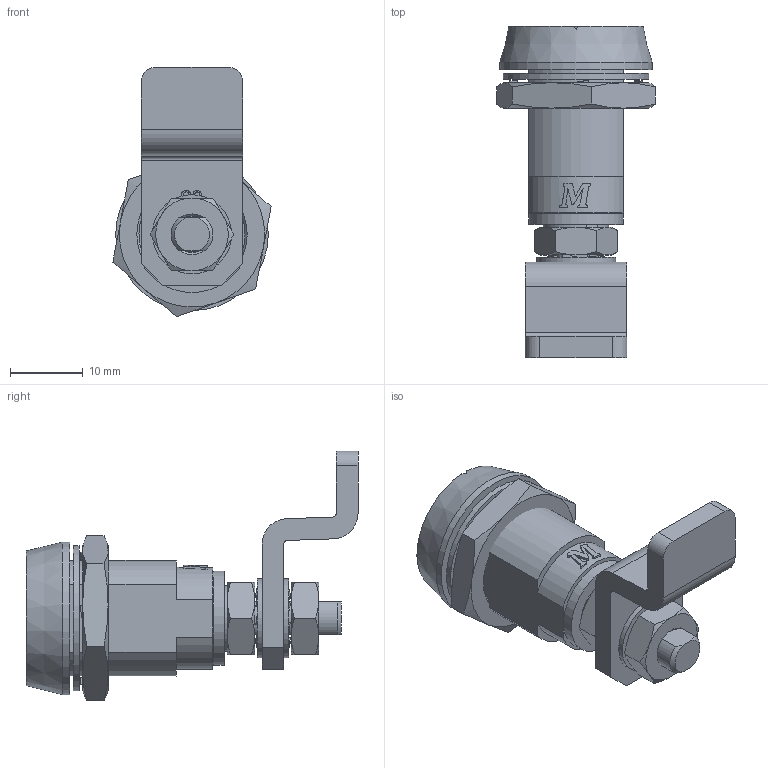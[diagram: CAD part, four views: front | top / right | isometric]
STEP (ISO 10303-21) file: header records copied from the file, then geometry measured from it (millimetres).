
FILE_DESCRIPTION(('STEP AP203'),'1');
FILE_NAME('140.1.2.93.05.step','2015-06-26T06:17:09',(' '),(' '),'Spatial InterOp 3D',' ',' ');
FILE_SCHEMA(('CONFIG_CONTROL_DESIGN'));
Length unit declared in the file: millimetre
Products named in the file (12): 1; 2; 3; 4; 5; 6; 7; 8; 9; 10; 11; 12
Bounding box: 21.79 x 45.7 x 34.35 mm (x, y, z)
Volume: 7541.7 mm3; surface area: 8735.4 mm2
Topology: 12 solids, 12 shells, 386 faces, 928 edges, 584 vertices
Faces by surface type: plane 165, cylinder 85, bspline 80, cone 47, extrusion 8, torus 1
Full cylindrical faces by diameter (mm): 2.7 x1, 5 x2, 5.2 x1, 6 x1, 6.2 x2, 8 x1, 8.5 x1, 9 x1, 9.2 x2, 10.9 x2, 11 x1, 11.2 x1, 11.6 x2, 12 x1, 13 x1, 14.6 x1, 20 x1, 21 x1
Entity records: 14163 total; most frequent: CARTESIAN_POINT 5644, ORIENTED_EDGE 1760, DIRECTION 1348, EDGE_CURVE 880, VERTEX_POINT 571, AXIS2_PLACEMENT_3D 508, EDGE_LOOP 465, FACE_OUTER_BOUND 411
